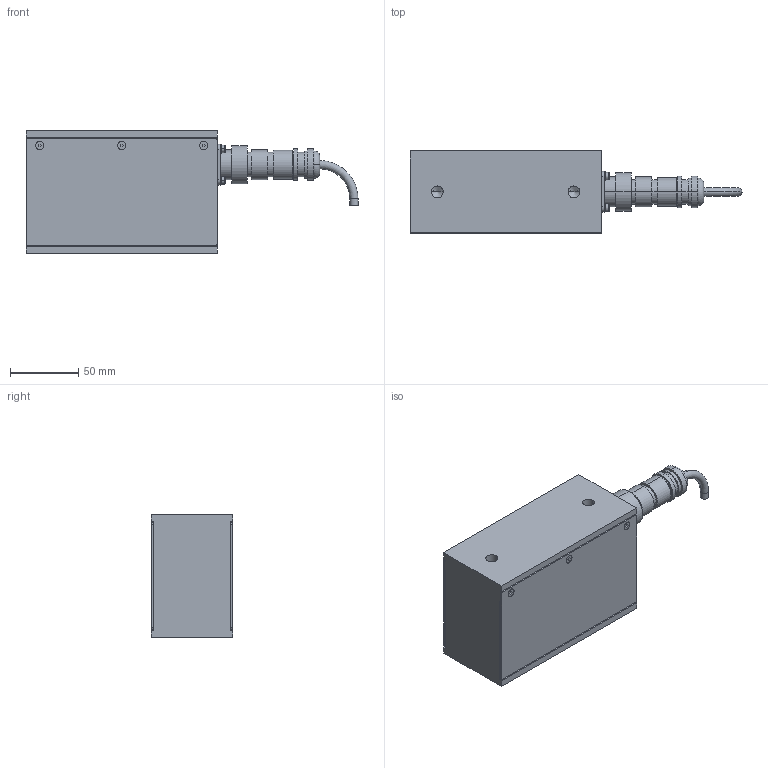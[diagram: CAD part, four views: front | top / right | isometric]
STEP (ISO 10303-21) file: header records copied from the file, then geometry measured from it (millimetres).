
FILE_DESCRIPTION((''),'2;1');
FILE_NAME('50431.stp','2015-08-28T14:04:21',(''),(''),'Mechanical Desktop 2009','Mechanical Desktop 2009',', , ');
FILE_SCHEMA(('CONFIG_CONTROL_DESIGN'));
Length unit declared in the file: millimetre
Products named in the file (13): U50431; U5124404; U49515; U49515A; KABELDOSE_PG_AMPH_4-POL; KABELDOSE_PG_AMPH_4-POLA; SENKSCHRAUBE_I-6KT_M3X6; SENKSCHRAUBE_I-6KT_M3X6A; I-6KT_SCHRAUBE_M3X8; I-6KT_SCHRAUBE_M3X8A; FEDERRING_M3A; FEDERRING_M3; RM_SDB
Assembly tree (26 placements, depth 3):
  U50431
    U5124404
    U49515  x2
      U49515A
    KABELDOSE_PG_AMPH_4-POL
      KABELDOSE_PG_AMPH_4-POLA
    SENKSCHRAUBE_I-6KT_M3X6  x6
      SENKSCHRAUBE_I-6KT_M3X6A
    I-6KT_SCHRAUBE_M3X8  x4
      I-6KT_SCHRAUBE_M3X8A
    FEDERRING_M3A  x4
      FEDERRING_M3
    RM_SDB  x3
Bounding box: 243 x 60 x 90 mm (x, y, z)
Volume: 690308.1 mm3; surface area: 118214.4 mm2
Topology: 18 solids, 18 shells, 384 faces, 873 edges, 541 vertices
Faces by surface type: cylinder 160, plane 138, cone 74, torus 12
Entity records: 6740 total; most frequent: DIRECTION 1251, CARTESIAN_POINT 1084, ORIENTED_EDGE 1006, EDGE_CURVE 503, AXIS2_PLACEMENT_3D 494, VERTEX_POINT 326, EDGE_LOOP 279, VECTOR 263
